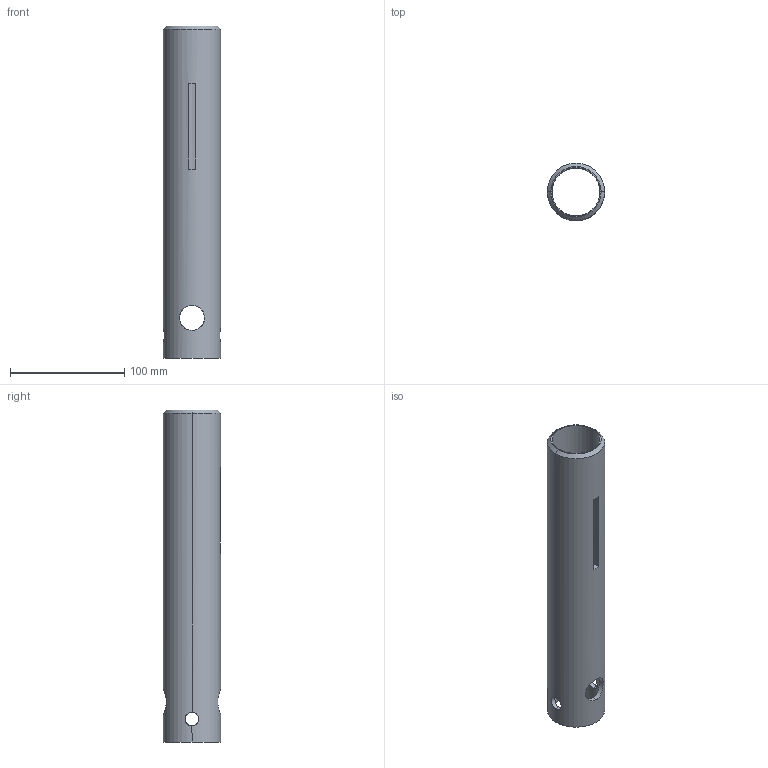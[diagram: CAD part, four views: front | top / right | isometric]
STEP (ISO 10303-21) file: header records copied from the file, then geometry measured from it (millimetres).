
FILE_DESCRIPTION (( 'STEP AP214' ), '1' );
FILE_NAME ('Ratchet Shaft.STEP', '2025-01-18T10:57:55', ( '' ), ( '' ), 'SwSTEP 2.0', 'SolidWorks 2024', '' );
FILE_SCHEMA (( 'AUTOMOTIVE_DESIGN' ));
Length unit declared in the file: millimetre
Products named in the file (1): Ratchet Shaft
Bounding box: 50 x 50 x 290 mm (x, y, z)
Volume: 161101.9 mm3; surface area: 83307.5 mm2
Topology: 1 solids, 1 shells, 20 faces, 56 edges, 34 vertices
Faces by surface type: cylinder 12, plane 6, cone 2
Entity records: 1369 total; most frequent: CARTESIAN_POINT 831, ORIENTED_EDGE 112, DIRECTION 96, EDGE_CURVE 56, AXIS2_PLACEMENT_3D 35, VERTEX_POINT 34, EDGE_LOOP 28, VECTOR 26
